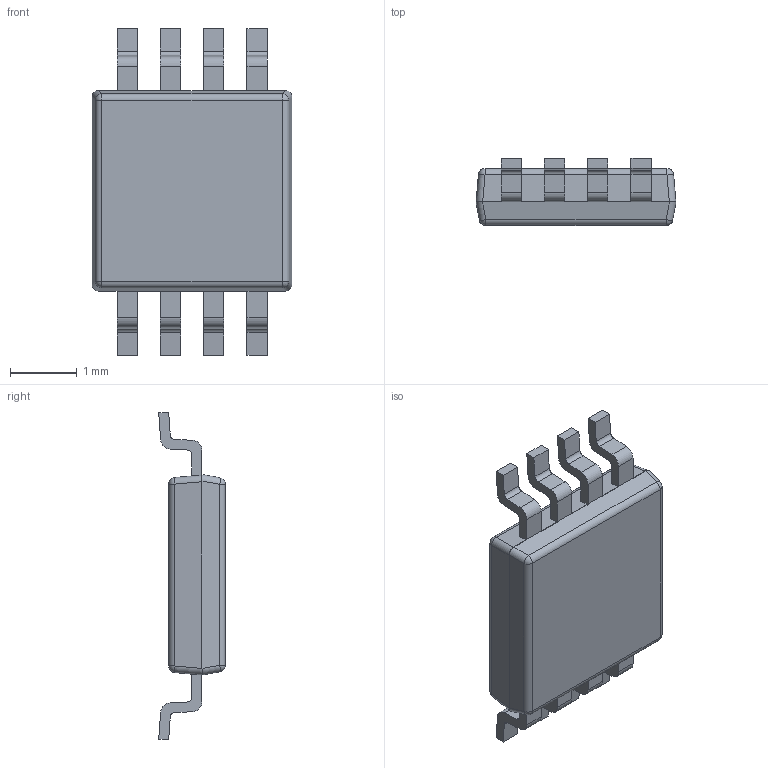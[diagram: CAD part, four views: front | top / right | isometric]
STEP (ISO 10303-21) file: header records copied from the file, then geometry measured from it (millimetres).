
FILE_DESCRIPTION(/* description */ ('Unknown'),/* implementation_level */ '2;1');
FILE_NAME(/* name */ 'MSOP-8 EP',/* time_stamp */ '2019-09-25T10:26:05+08:00',/* author */ ('Unknown'),/* organization */ ('Unknown'),/* preprocessor_version */ 'ST-DEVELOPER v16.7',/* originating_system */ 'DEX',/* authorisation */ $);
FILE_SCHEMA (('AUTOMOTIVE_DESIGN {1 0 10303 214 3 1 1}'));
Length unit declared in the file: millimetre
Products named in the file (3): MSOP-8 K type; Msop-8 LF; Msop-8 Compound
Assembly tree (2 placements, depth 2):
  MSOP-8 K type
    Msop-8 LF
    Msop-8 Compound
Bounding box: 3 x 1 x 4.9 mm (x, y, z)
Volume: 7.9 mm3; surface area: 53.5 mm2
Topology: 10 solids, 10 shells, 322 faces, 923 edges, 598 vertices
Faces by surface type: plane 250, cylinder 64, sphere 8
Full cylindrical faces by diameter (mm): 0.2 x16
Entity records: 10293 total; most frequent: CARTESIAN_POINT 1790, ORIENTED_EDGE 1766, DIRECTION 1679, EDGE_CURVE 883, LINE 737, VECTOR 737, VERTEX_POINT 582, AXIS2_PLACEMENT_3D 471
